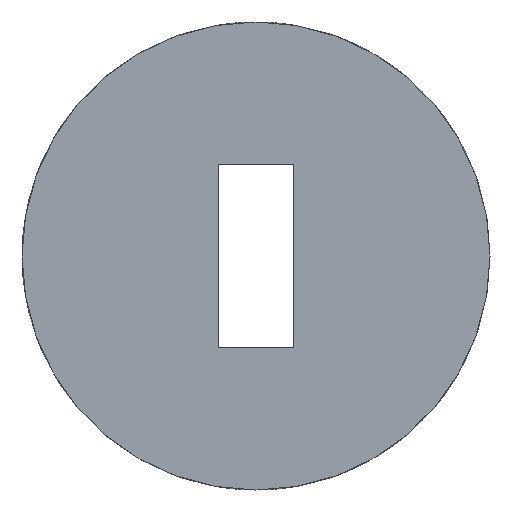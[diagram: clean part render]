
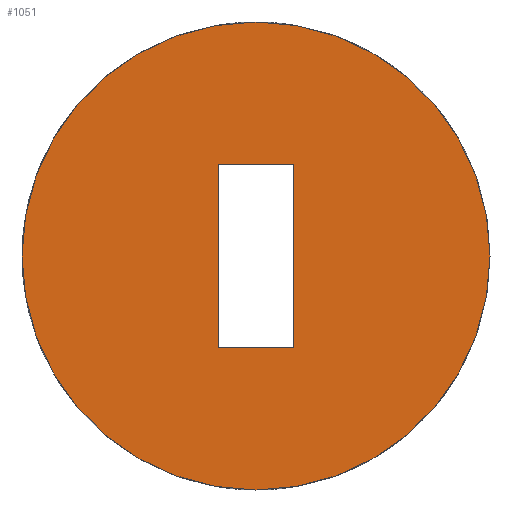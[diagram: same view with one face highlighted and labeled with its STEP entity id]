
A CAD part, front view. The second image highlights one B-rep face of the part: STEP entity #1051.
In plain terms, the highlighted planar face has unit normal (0, -1, 0).
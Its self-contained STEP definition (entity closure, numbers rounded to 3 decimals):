
#115 = CYLINDRICAL_SURFACE('',#116,7.7);
#116 = AXIS2_PLACEMENT_3D('',#117,#118,#119);
#117 = CARTESIAN_POINT('',(0.,-19.05,15.));
#118 = DIRECTION('',(0.,-1.,0.));
#119 = DIRECTION('',(1.,0.,0.));
#263 = PLANE('',#264);
#264 = AXIS2_PLACEMENT_3D('',#265,#266,#267);
#265 = CARTESIAN_POINT('',(-1.25,-13.62,15.));
#266 = DIRECTION('',(1.,0.,0.));
#267 = DIRECTION('',(0.,1.,0.));
#359 = VERTEX_POINT('',#360);
#360 = CARTESIAN_POINT('',(-1.25,-21.05,18.));
#374 = PLANE('',#375);
#375 = AXIS2_PLACEMENT_3D('',#376,#377,#378);
#376 = CARTESIAN_POINT('',(0.,-16.3,18.));
#377 = DIRECTION('',(0.,0.,-1.));
#378 = DIRECTION('',(-1.,0.,0.));
#386 = EDGE_CURVE('',#359,#387,#389,.T.);
#387 = VERTEX_POINT('',#388);
#388 = CARTESIAN_POINT('',(-1.25,-21.05,12.));
#389 = SURFACE_CURVE('',#390,(#394,#401),.PCURVE_S1.);
#390 = LINE('',#391,#392);
#391 = CARTESIAN_POINT('',(-1.25,-21.05,16.5));
#392 = VECTOR('',#393,1.);
#393 = DIRECTION('',(0.,0.,-1.));
#394 = PCURVE('',#263,#395);
#395 = DEFINITIONAL_REPRESENTATION('',(#396),#400);
#396 = LINE('',#397,#398);
#397 = CARTESIAN_POINT('',(-7.43,1.5));
#398 = VECTOR('',#399,1.);
#399 = DIRECTION('',(0.,-1.));
#400 = ( GEOMETRIC_REPRESENTATION_CONTEXT(2) 
PARAMETRIC_REPRESENTATION_CONTEXT() REPRESENTATION_CONTEXT('2D SPACE',''
  ) );
#401 = PCURVE('',#402,#407);
#402 = PLANE('',#403);
#403 = AXIS2_PLACEMENT_3D('',#404,#405,#406);
#404 = CARTESIAN_POINT('',(0.,-21.05,15.));
#405 = DIRECTION('',(0.,1.,0.));
#406 = DIRECTION('',(0.,0.,1.));
#407 = DEFINITIONAL_REPRESENTATION('',(#408),#412);
#408 = LINE('',#409,#410);
#409 = CARTESIAN_POINT('',(1.5,-1.25));
#410 = VECTOR('',#411,1.);
#411 = DIRECTION('',(-1.,0.));
#412 = ( GEOMETRIC_REPRESENTATION_CONTEXT(2) 
PARAMETRIC_REPRESENTATION_CONTEXT() REPRESENTATION_CONTEXT('2D SPACE',''
  ) );
#430 = PLANE('',#431);
#431 = AXIS2_PLACEMENT_3D('',#432,#433,#434);
#432 = CARTESIAN_POINT('',(0.,-16.3,12.));
#433 = DIRECTION('',(0.,0.,1.));
#434 = DIRECTION('',(0.,1.,0.));
#769 = PLANE('',#770);
#770 = AXIS2_PLACEMENT_3D('',#771,#772,#773);
#771 = CARTESIAN_POINT('',(1.25,-13.62,15.));
#772 = DIRECTION('',(-1.,0.,0.));
#773 = DIRECTION('',(0.,-1.,0.));
#883 = VERTEX_POINT('',#884);
#884 = CARTESIAN_POINT('',(1.25,-21.05,12.));
#905 = EDGE_CURVE('',#883,#906,#908,.T.);
#906 = VERTEX_POINT('',#907);
#907 = CARTESIAN_POINT('',(1.25,-21.05,18.));
#908 = SURFACE_CURVE('',#909,(#913,#920),.PCURVE_S1.);
#909 = LINE('',#910,#911);
#910 = CARTESIAN_POINT('',(1.25,-21.05,13.5));
#911 = VECTOR('',#912,1.);
#912 = DIRECTION('',(0.,0.,1.));
#913 = PCURVE('',#769,#914);
#914 = DEFINITIONAL_REPRESENTATION('',(#915),#919);
#915 = LINE('',#916,#917);
#916 = CARTESIAN_POINT('',(7.43,-1.5));
#917 = VECTOR('',#918,1.);
#918 = DIRECTION('',(0.,1.));
#919 = ( GEOMETRIC_REPRESENTATION_CONTEXT(2) 
PARAMETRIC_REPRESENTATION_CONTEXT() REPRESENTATION_CONTEXT('2D SPACE',''
  ) );
#920 = PCURVE('',#402,#921);
#921 = DEFINITIONAL_REPRESENTATION('',(#922),#926);
#922 = LINE('',#923,#924);
#923 = CARTESIAN_POINT('',(-1.5,1.25));
#924 = VECTOR('',#925,1.);
#925 = DIRECTION('',(1.,0.));
#926 = ( GEOMETRIC_REPRESENTATION_CONTEXT(2) 
PARAMETRIC_REPRESENTATION_CONTEXT() REPRESENTATION_CONTEXT('2D SPACE',''
  ) );
#1051 = ADVANCED_FACE('',(#1052,#1082),#402,.F.);
#1052 = FACE_BOUND('',#1053,.F.);
#1053 = EDGE_LOOP('',(#1054));
#1054 = ORIENTED_EDGE('',*,*,#1055,.F.);
#1055 = EDGE_CURVE('',#1056,#1056,#1058,.T.);
#1056 = VERTEX_POINT('',#1057);
#1057 = CARTESIAN_POINT('',(7.7,-21.05,15.));
#1058 = SURFACE_CURVE('',#1059,(#1064,#1075),.PCURVE_S1.);
#1059 = CIRCLE('',#1060,7.7);
#1060 = AXIS2_PLACEMENT_3D('',#1061,#1062,#1063);
#1061 = CARTESIAN_POINT('',(0.,-21.05,15.));
#1062 = DIRECTION('',(0.,-1.,0.));
#1063 = DIRECTION('',(1.,0.,0.));
#1064 = PCURVE('',#402,#1065);
#1065 = DEFINITIONAL_REPRESENTATION('',(#1066),#1074);
#1066 = ( BOUNDED_CURVE() B_SPLINE_CURVE(2,(#1067,#1068,#1069,#1070,
#1071,#1072,#1073),.UNSPECIFIED.,.T.,.F.) B_SPLINE_CURVE_WITH_KNOTS((1,2
    ,2,2,2,1),(-2.094,0.,2.094,4.189,
6.283,8.378),.UNSPECIFIED.) CURVE() 
GEOMETRIC_REPRESENTATION_ITEM() RATIONAL_B_SPLINE_CURVE((1.,0.5,1.,0.5,
1.,0.5,1.)) REPRESENTATION_ITEM('') );
#1067 = CARTESIAN_POINT('',(0.,7.7));
#1068 = CARTESIAN_POINT('',(13.337,7.7));
#1069 = CARTESIAN_POINT('',(6.668,-3.85));
#1070 = CARTESIAN_POINT('',(0.,-15.4));
#1071 = CARTESIAN_POINT('',(-6.668,-3.85));
#1072 = CARTESIAN_POINT('',(-13.337,7.7));
#1073 = CARTESIAN_POINT('',(0.,7.7));
#1074 = ( GEOMETRIC_REPRESENTATION_CONTEXT(2) 
PARAMETRIC_REPRESENTATION_CONTEXT() REPRESENTATION_CONTEXT('2D SPACE',''
  ) );
#1075 = PCURVE('',#115,#1076);
#1076 = DEFINITIONAL_REPRESENTATION('',(#1077),#1081);
#1077 = LINE('',#1078,#1079);
#1078 = CARTESIAN_POINT('',(0.,2.));
#1079 = VECTOR('',#1080,1.);
#1080 = DIRECTION('',(1.,0.));
#1081 = ( GEOMETRIC_REPRESENTATION_CONTEXT(2) 
PARAMETRIC_REPRESENTATION_CONTEXT() REPRESENTATION_CONTEXT('2D SPACE',''
  ) );
#1082 = FACE_BOUND('',#1083,.F.);
#1083 = EDGE_LOOP('',(#1084,#1085,#1106,#1107));
#1084 = ORIENTED_EDGE('',*,*,#905,.T.);
#1085 = ORIENTED_EDGE('',*,*,#1086,.T.);
#1086 = EDGE_CURVE('',#906,#359,#1087,.T.);
#1087 = SURFACE_CURVE('',#1088,(#1092,#1099),.PCURVE_S1.);
#1088 = LINE('',#1089,#1090);
#1089 = CARTESIAN_POINT('',(0.625,-21.05,18.));
#1090 = VECTOR('',#1091,1.);
#1091 = DIRECTION('',(-1.,0.,0.));
#1092 = PCURVE('',#402,#1093);
#1093 = DEFINITIONAL_REPRESENTATION('',(#1094),#1098);
#1094 = LINE('',#1095,#1096);
#1095 = CARTESIAN_POINT('',(3.,0.625));
#1096 = VECTOR('',#1097,1.);
#1097 = DIRECTION('',(0.,-1.));
#1098 = ( GEOMETRIC_REPRESENTATION_CONTEXT(2) 
PARAMETRIC_REPRESENTATION_CONTEXT() REPRESENTATION_CONTEXT('2D SPACE',''
  ) );
#1099 = PCURVE('',#374,#1100);
#1100 = DEFINITIONAL_REPRESENTATION('',(#1101),#1105);
#1101 = LINE('',#1102,#1103);
#1102 = CARTESIAN_POINT('',(-0.625,-4.75));
#1103 = VECTOR('',#1104,1.);
#1104 = DIRECTION('',(1.,0.));
#1105 = ( GEOMETRIC_REPRESENTATION_CONTEXT(2) 
PARAMETRIC_REPRESENTATION_CONTEXT() REPRESENTATION_CONTEXT('2D SPACE',''
  ) );
#1106 = ORIENTED_EDGE('',*,*,#386,.T.);
#1107 = ORIENTED_EDGE('',*,*,#1108,.T.);
#1108 = EDGE_CURVE('',#387,#883,#1109,.T.);
#1109 = SURFACE_CURVE('',#1110,(#1114,#1121),.PCURVE_S1.);
#1110 = LINE('',#1111,#1112);
#1111 = CARTESIAN_POINT('',(-0.625,-21.05,12.));
#1112 = VECTOR('',#1113,1.);
#1113 = DIRECTION('',(1.,0.,0.));
#1114 = PCURVE('',#402,#1115);
#1115 = DEFINITIONAL_REPRESENTATION('',(#1116),#1120);
#1116 = LINE('',#1117,#1118);
#1117 = CARTESIAN_POINT('',(-3.,-0.625));
#1118 = VECTOR('',#1119,1.);
#1119 = DIRECTION('',(0.,1.));
#1120 = ( GEOMETRIC_REPRESENTATION_CONTEXT(2) 
PARAMETRIC_REPRESENTATION_CONTEXT() REPRESENTATION_CONTEXT('2D SPACE',''
  ) );
#1121 = PCURVE('',#430,#1122);
#1122 = DEFINITIONAL_REPRESENTATION('',(#1123),#1127);
#1123 = LINE('',#1124,#1125);
#1124 = CARTESIAN_POINT('',(-4.75,0.625));
#1125 = VECTOR('',#1126,1.);
#1126 = DIRECTION('',(0.,-1.));
#1127 = ( GEOMETRIC_REPRESENTATION_CONTEXT(2) 
PARAMETRIC_REPRESENTATION_CONTEXT() REPRESENTATION_CONTEXT('2D SPACE',''
  ) );
